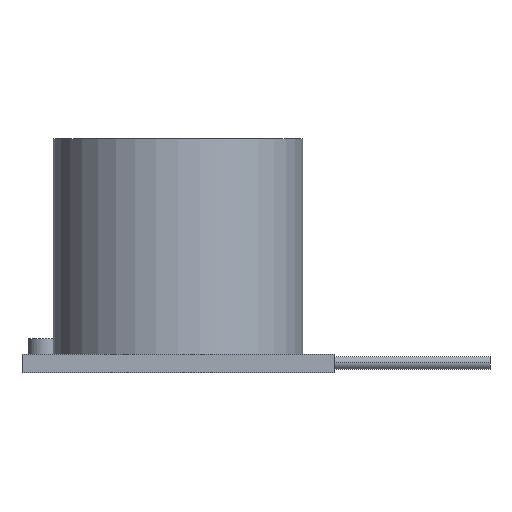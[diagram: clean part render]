
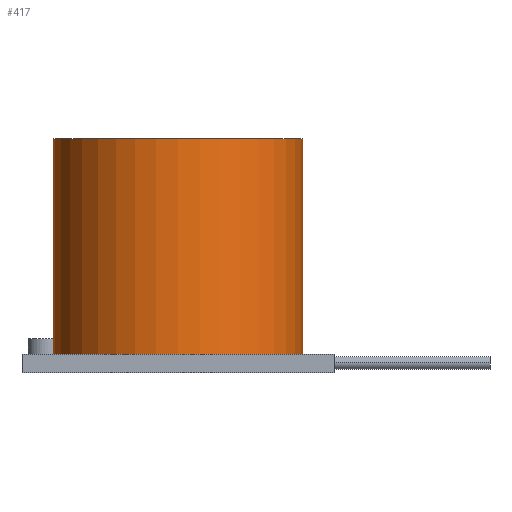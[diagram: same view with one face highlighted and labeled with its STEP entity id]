
A CAD part, front view. The second image highlights one B-rep face of the part: STEP entity #417.
In plain terms, the highlighted cylindrical face has radius 8 mm (diameter 16 mm), a partial arc.
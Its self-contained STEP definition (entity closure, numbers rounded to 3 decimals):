
#361=CARTESIAN_POINT('Axis2P3D Location',(10.,9.,8.1)) ;
#366=CARTESIAN_POINT('Line Origine',(18.,9.,8.1)) ;
#370=CARTESIAN_POINT('Vertex',(18.,9.,1.2)) ;
#372=CARTESIAN_POINT('Vertex',(18.,9.,15.)) ;
#379=CARTESIAN_POINT('Vertex',(2.,9.,1.2)) ;
#382=CARTESIAN_POINT('Line Origine',(2.,9.,8.1)) ;
#386=CARTESIAN_POINT('Vertex',(2.,9.,15.)) ;
#401=CARTESIAN_POINT('Axis2P3D Location',(10.,9.,1.2)) ;
#406=CARTESIAN_POINT('Axis2P3D Location',(10.,9.,15.)) ;
#362=DIRECTION('Axis2P3D Direction',(0.,0.,1.)) ;
#363=DIRECTION('Axis2P3D XDirection',(1.,0.,0.)) ;
#367=DIRECTION('Vector Direction',(0.,0.,1.)) ;
#383=DIRECTION('Vector Direction',(0.,0.,1.)) ;
#402=DIRECTION('Axis2P3D Direction',(0.,0.,1.)) ;
#407=DIRECTION('Axis2P3D Direction',(0.,0.,1.)) ;
#364=AXIS2_PLACEMENT_3D('Cylinder Axis2P3D',#361,#362,#363) ;
#403=AXIS2_PLACEMENT_3D('Circle Axis2P3D',#401,#402,$) ;
#408=AXIS2_PLACEMENT_3D('Circle Axis2P3D',#406,#407,$) ;
#412=ORIENTED_EDGE('',*,*,#388,.F.) ;
#413=ORIENTED_EDGE('',*,*,#405,.T.) ;
#414=ORIENTED_EDGE('',*,*,#374,.T.) ;
#415=ORIENTED_EDGE('',*,*,#410,.F.) ;
#368=VECTOR('Line Direction',#367,1.) ;
#384=VECTOR('Line Direction',#383,1.) ;
#417=ADVANCED_FACE('PartBody',(#416),#365,.T.) ;
#404=CIRCLE('generated circle',#403,8.) ;
#409=CIRCLE('generated circle',#408,8.) ;
#365=CYLINDRICAL_SURFACE('generated cylinder',#364,8.) ;
#374=EDGE_CURVE('',#371,#373,#369,.T.) ;
#388=EDGE_CURVE('',#380,#387,#385,.T.) ;
#405=EDGE_CURVE('',#380,#371,#404,.T.) ;
#410=EDGE_CURVE('',#387,#373,#409,.T.) ;
#411=EDGE_LOOP('',(#412,#413,#414,#415)) ;
#416=FACE_OUTER_BOUND('',#411,.T.) ;
#369=LINE('Line',#366,#368) ;
#385=LINE('Line',#382,#384) ;
#371=VERTEX_POINT('',#370) ;
#373=VERTEX_POINT('',#372) ;
#380=VERTEX_POINT('',#379) ;
#387=VERTEX_POINT('',#386) ;
